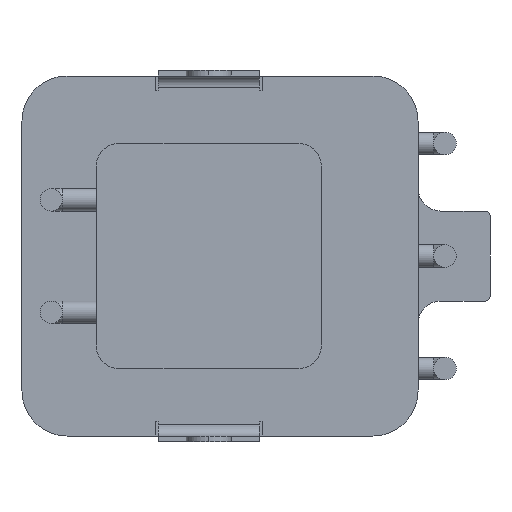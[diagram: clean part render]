
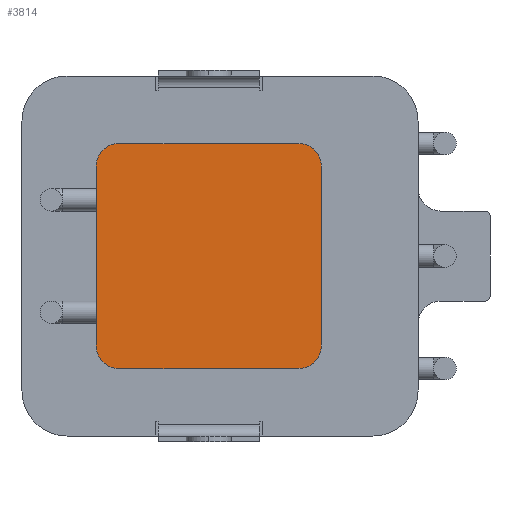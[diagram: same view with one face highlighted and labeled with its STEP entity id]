
A CAD part, left-side view. The second image highlights one B-rep face of the part: STEP entity #3814.
In plain terms, the highlighted planar face has unit normal (-1, 0, 0).
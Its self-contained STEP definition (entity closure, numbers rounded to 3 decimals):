
#49 = DIRECTION ( 'NONE',  ( 0., 0., -1. ) ) ;
#50 = CARTESIAN_POINT ( 'NONE',  ( -8., 5., 4. ) ) ;
#115 = VECTOR ( 'NONE', #4134, 1000. ) ;
#298 = AXIS2_PLACEMENT_3D ( 'NONE', #1101, #4050, #1134 ) ;
#385 = DIRECTION ( 'NONE',  ( 1., 0., 0. ) ) ;
#432 = CARTESIAN_POINT ( 'NONE',  ( -8., -5., 4. ) ) ;
#444 = LINE ( 'NONE', #3010, #115 ) ;
#563 = CARTESIAN_POINT ( 'NONE',  ( -8., -7.3, 6. ) ) ;
#763 = AXIS2_PLACEMENT_3D ( 'NONE', #2145, #1216, #2121 ) ;
#859 = CARTESIAN_POINT ( 'NONE',  ( -8., 4., 4. ) ) ;
#883 = ORIENTED_EDGE ( 'NONE', *, *, #2996, .F. ) ;
#1021 = CIRCLE ( 'NONE', #763, 1. ) ;
#1101 = CARTESIAN_POINT ( 'NONE',  ( -8., -4., 4. ) ) ;
#1109 = CARTESIAN_POINT ( 'NONE',  ( -8., 5., -4. ) ) ;
#1129 = VECTOR ( 'NONE', #1795, 1000. ) ;
#1134 = DIRECTION ( 'NONE',  ( 0., 0., -1. ) ) ;
#1144 = VERTEX_POINT ( 'NONE', #2725 ) ;
#1176 = EDGE_CURVE ( 'NONE', #2294, #2380, #4027, .T. ) ;
#1196 = CIRCLE ( 'NONE', #298, 1. ) ;
#1213 = EDGE_CURVE ( 'NONE', #2348, #3630, #2478, .T. ) ;
#1216 = DIRECTION ( 'NONE',  ( 1., 0., 0. ) ) ;
#1278 = DIRECTION ( 'NONE',  ( 0., 0., -1. ) ) ;
#1355 = DIRECTION ( 'NONE',  ( 1., 0., 0. ) ) ;
#1359 = ORIENTED_EDGE ( 'NONE', *, *, #1983, .F. ) ;
#1435 = PLANE ( 'NONE',  #5002 ) ;
#1460 = DIRECTION ( 'NONE',  ( 0., 0., -1. ) ) ;
#1667 = CARTESIAN_POINT ( 'NONE',  ( -8., 4., -5. ) ) ;
#1678 = EDGE_CURVE ( 'NONE', #5212, #1144, #444, .T. ) ;
#1693 = VERTEX_POINT ( 'NONE', #1667 ) ;
#1751 = EDGE_CURVE ( 'NONE', #2380, #2348, #5344, .T. ) ;
#1776 = DIRECTION ( 'NONE',  ( 1., 0., 0. ) ) ;
#1795 = DIRECTION ( 'NONE',  ( 0., 1., 0. ) ) ;
#1983 = EDGE_CURVE ( 'NONE', #3630, #5212, #1196, .T. ) ;
#2030 = CARTESIAN_POINT ( 'NONE',  ( -8., 4., 5. ) ) ;
#2121 = DIRECTION ( 'NONE',  ( 0., 0., -1. ) ) ;
#2145 = CARTESIAN_POINT ( 'NONE',  ( -8., 4., -4. ) ) ;
#2171 = CIRCLE ( 'NONE', #5161, 1. ) ;
#2294 = VERTEX_POINT ( 'NONE', #3351 ) ;
#2319 = VERTEX_POINT ( 'NONE', #2873 ) ;
#2348 = VERTEX_POINT ( 'NONE', #4123 ) ;
#2380 = VERTEX_POINT ( 'NONE', #50 ) ;
#2478 = LINE ( 'NONE', #2030, #5072 ) ;
#2528 = EDGE_LOOP ( 'NONE', ( #5049, #4136, #4333, #883, #3386, #1359, #4156, #4535 ) ) ;
#2725 = CARTESIAN_POINT ( 'NONE',  ( -8., -5., -4. ) ) ;
#2873 = CARTESIAN_POINT ( 'NONE',  ( -8., -4., -5. ) ) ;
#2996 = EDGE_CURVE ( 'NONE', #1144, #2319, #2171, .T. ) ;
#3010 = CARTESIAN_POINT ( 'NONE',  ( -8., -5., -4. ) ) ;
#3041 = VECTOR ( 'NONE', #5285, 1000. ) ;
#3324 = EDGE_CURVE ( 'NONE', #1693, #2294, #1021, .T. ) ;
#3351 = CARTESIAN_POINT ( 'NONE',  ( -8., 5., -4. ) ) ;
#3386 = ORIENTED_EDGE ( 'NONE', *, *, #1678, .F. ) ;
#3630 = VERTEX_POINT ( 'NONE', #4063 ) ;
#3814 = ADVANCED_FACE ( 'NONE', ( #5242 ), #1435, .F. ) ;
#4027 = LINE ( 'NONE', #1109, #3041 ) ;
#4050 = DIRECTION ( 'NONE',  ( 1., 0., 0. ) ) ;
#4063 = CARTESIAN_POINT ( 'NONE',  ( -8., -4., 5. ) ) ;
#4123 = CARTESIAN_POINT ( 'NONE',  ( -8., 4., 5. ) ) ;
#4134 = DIRECTION ( 'NONE',  ( 0., 0., -1. ) ) ;
#4136 = ORIENTED_EDGE ( 'NONE', *, *, #3324, .F. ) ;
#4156 = ORIENTED_EDGE ( 'NONE', *, *, #1213, .F. ) ;
#4333 = ORIENTED_EDGE ( 'NONE', *, *, #4771, .F. ) ;
#4382 = LINE ( 'NONE', #5243, #1129 ) ;
#4535 = ORIENTED_EDGE ( 'NONE', *, *, #1751, .F. ) ;
#4624 = CARTESIAN_POINT ( 'NONE',  ( -8., -4., -4. ) ) ;
#4634 = AXIS2_PLACEMENT_3D ( 'NONE', #859, #1776, #1278 ) ;
#4771 = EDGE_CURVE ( 'NONE', #2319, #1693, #4382, .T. ) ;
#5002 = AXIS2_PLACEMENT_3D ( 'NONE', #563, #1355, #1460 ) ;
#5035 = DIRECTION ( 'NONE',  ( 0., -1., 0. ) ) ;
#5049 = ORIENTED_EDGE ( 'NONE', *, *, #1176, .F. ) ;
#5072 = VECTOR ( 'NONE', #5035, 1000. ) ;
#5161 = AXIS2_PLACEMENT_3D ( 'NONE', #4624, #385, #49 ) ;
#5212 = VERTEX_POINT ( 'NONE', #432 ) ;
#5242 = FACE_OUTER_BOUND ( 'NONE', #2528, .T. ) ;
#5243 = CARTESIAN_POINT ( 'NONE',  ( -8., 4., -5. ) ) ;
#5285 = DIRECTION ( 'NONE',  ( 0., 0., 1. ) ) ;
#5344 = CIRCLE ( 'NONE', #4634, 1. ) ;
